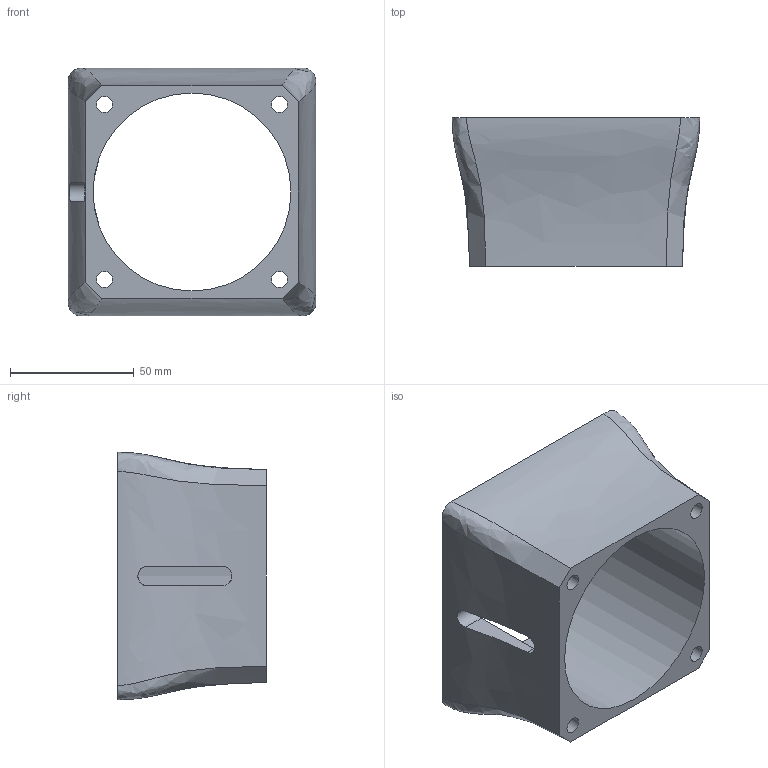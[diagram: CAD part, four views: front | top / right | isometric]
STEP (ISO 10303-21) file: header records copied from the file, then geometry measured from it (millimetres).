
FILE_DESCRIPTION(/* description */ (''),/* implementation_level */ '2;1');
FILE_NAME(/* name */ 'Vertical Actuator Motor Mount.step',/* time_stamp */ '2021-11-09T20:20:57+01:00',/* author */ (''),/* organization */ (''),/* preprocessor_version */ 'ST-DEVELOPER v18.1',/* originating_system */ 'Autodesk Translation Framework v10.10.0.1391',/* authorisation */ '');
FILE_SCHEMA (('AUTOMOTIVE_DESIGN { 1 0 10303 214 3 1 1 }'));
Length unit declared in the file: millimetre
Products named in the file (1): Motor Mount (1)
Bounding box: 100 x 60 x 100 mm (x, y, z)
Volume: 190187.9 mm3; surface area: 48380.6 mm2
Topology: 1 solids, 1 shells, 19 faces, 55 edges, 38 vertices
Faces by surface type: bspline 8, cylinder 7, plane 4
Full cylindrical faces by diameter (mm): 6.6 x4, 80 x1
Entity records: 1026 total; most frequent: CARTESIAN_POINT 519, ORIENTED_EDGE 110, DIRECTION 67, EDGE_CURVE 55, VERTEX_POINT 38, EDGE_LOOP 31, LINE 23, VECTOR 23
